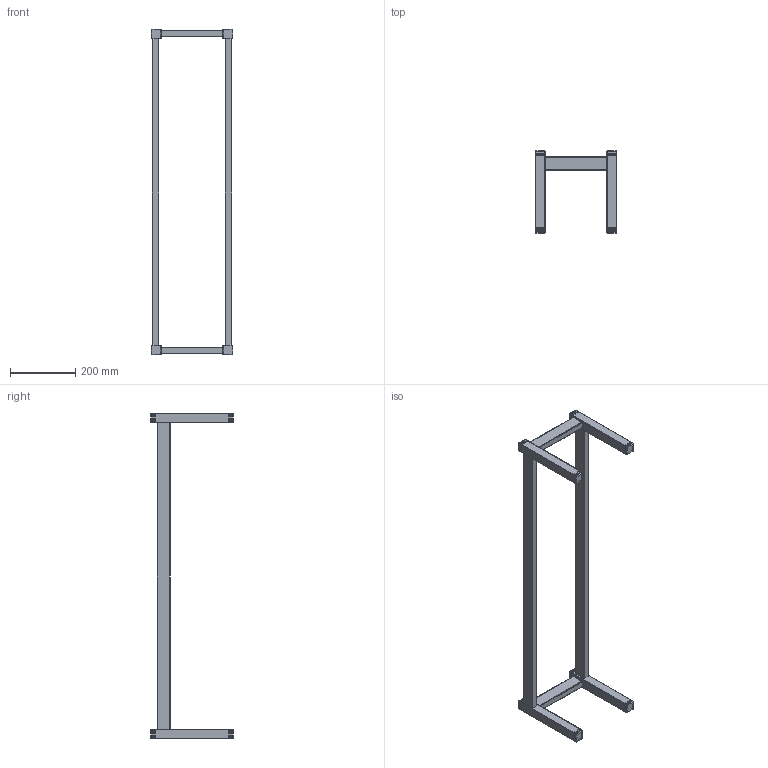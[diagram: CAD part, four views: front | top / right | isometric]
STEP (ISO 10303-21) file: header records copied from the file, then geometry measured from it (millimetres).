
FILE_DESCRIPTION (( 'STEP AP203' ), '1' );
FILE_NAME ('T76505.STEP', '2018-09-06T16:24:33', ( '' ), ( '' ), 'SwSTEP 2.0', 'SolidWorks 2016', '' );
FILE_SCHEMA (( 'CONFIG_CONTROL_DESIGN' ));
Length unit declared in the file: millimetre
Products named in the file (6): 40 X 20 X 1.5 ERW X 189; T76505; T77700; 30 X 30 X 1.5 ERW X 244; TH102; 40 X 20 X 1.5 ERW X 940
Assembly tree (17 placements, depth 3):
  T76505
    TH102
      40 X 20 X 1.5 ERW X 940  x2
      30 X 30 X 1.5 ERW X 244  x4
      40 X 20 X 1.5 ERW X 189  x2
    T77700  x8
Bounding box: 250 x 252 x 1000 mm (x, y, z)
Volume: 588212 mm3; surface area: 775095.7 mm2
Topology: 16 solids, 16 shells, 672 faces, 1664 edges, 1088 vertices
Faces by surface type: plane 448, cylinder 192, torus 32
Entity records: 4360 total; most frequent: DIRECTION 614, CARTESIAN_POINT 597, ORIENTED_EDGE 560, EDGE_CURVE 280, VECTOR 212, LINE 212, AXIS2_PLACEMENT_3D 201, VERTEX_POINT 184
